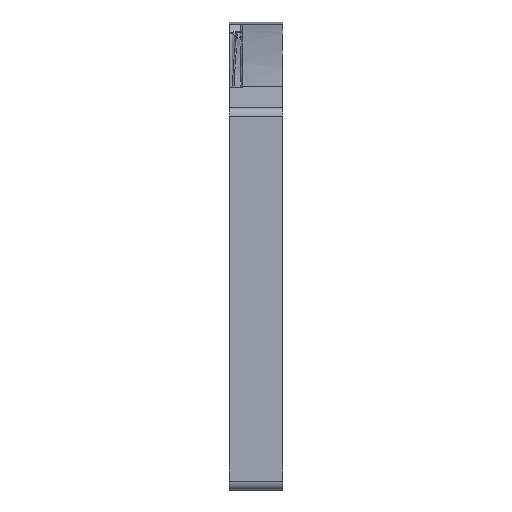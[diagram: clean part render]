
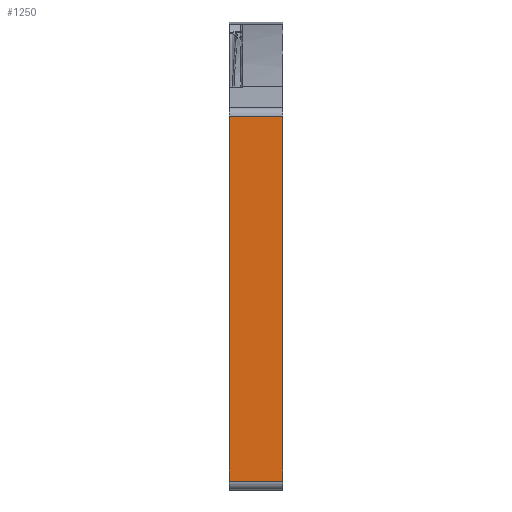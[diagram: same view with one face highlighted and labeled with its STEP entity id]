
A CAD part, left-side view. The second image highlights one B-rep face of the part: STEP entity #1250.
In plain terms, the highlighted planar face has unit normal (-1, 0, 0).
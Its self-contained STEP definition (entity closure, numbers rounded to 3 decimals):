
#219 = VECTOR ( 'NONE', #3337, 1000. ) ;
#353 = PLANE ( 'NONE',  #1630 ) ;
#392 = FACE_OUTER_BOUND ( 'NONE', #1392, .T. ) ;
#443 = ORIENTED_EDGE ( 'NONE', *, *, #3136, .T. ) ;
#965 = DIRECTION ( 'NONE',  ( 0., 1., 0. ) ) ;
#1016 = CARTESIAN_POINT ( 'NONE',  ( -30., -30., -51.248 ) ) ;
#1048 = CARTESIAN_POINT ( 'NONE',  ( -30., 0., -51.248 ) ) ;
#1051 = DIRECTION ( 'NONE',  ( 0., 0., 1. ) ) ;
#1081 = LINE ( 'NONE', #1016, #2863 ) ;
#1117 = EDGE_CURVE ( 'NONE', #2134, #1775, #2991, .T. ) ;
#1182 = LINE ( 'NONE', #3166, #2768 ) ;
#1250 = ADVANCED_FACE ( 'NONE', ( #392 ), #353, .T. ) ;
#1392 = EDGE_LOOP ( 'NONE', ( #443, #3724, #3676, #2042 ) ) ;
#1630 = AXIS2_PLACEMENT_3D ( 'NONE', #1639, #1663, #1051 ) ;
#1639 = CARTESIAN_POINT ( 'NONE',  ( -30., -30., -51.248 ) ) ;
#1663 = DIRECTION ( 'NONE',  ( -1., 0., 0. ) ) ;
#1671 = VERTEX_POINT ( 'NONE', #2745 ) ;
#1775 = VERTEX_POINT ( 'NONE', #4007 ) ;
#1906 = LINE ( 'NONE', #1048, #219 ) ;
#2042 = ORIENTED_EDGE ( 'NONE', *, *, #3937, .T. ) ;
#2134 = VERTEX_POINT ( 'NONE', #3889 ) ;
#2472 = VECTOR ( 'NONE', #4092, 1000. ) ;
#2515 = CARTESIAN_POINT ( 'NONE',  ( -30., -30., -254.547 ) ) ;
#2589 = DIRECTION ( 'NONE',  ( 0., 0., -1. ) ) ;
#2745 = CARTESIAN_POINT ( 'NONE',  ( -30., 0., -51.248 ) ) ;
#2768 = VECTOR ( 'NONE', #965, 1000. ) ;
#2863 = VECTOR ( 'NONE', #2589, 1000. ) ;
#2991 = LINE ( 'NONE', #2515, #2472 ) ;
#3134 = EDGE_CURVE ( 'NONE', #4054, #2134, #1081, .T. ) ;
#3136 = EDGE_CURVE ( 'NONE', #1671, #1775, #1906, .T. ) ;
#3166 = CARTESIAN_POINT ( 'NONE',  ( -30., -30., -51.248 ) ) ;
#3337 = DIRECTION ( 'NONE',  ( 0., 0., -1. ) ) ;
#3676 = ORIENTED_EDGE ( 'NONE', *, *, #3134, .F. ) ;
#3724 = ORIENTED_EDGE ( 'NONE', *, *, #1117, .F. ) ;
#3889 = CARTESIAN_POINT ( 'NONE',  ( -30., -30., -254.547 ) ) ;
#3921 = CARTESIAN_POINT ( 'NONE',  ( -30., -30., -51.248 ) ) ;
#3937 = EDGE_CURVE ( 'NONE', #4054, #1671, #1182, .T. ) ;
#4007 = CARTESIAN_POINT ( 'NONE',  ( -30., 0., -254.547 ) ) ;
#4054 = VERTEX_POINT ( 'NONE', #3921 ) ;
#4092 = DIRECTION ( 'NONE',  ( 0., 1., 0. ) ) ;
